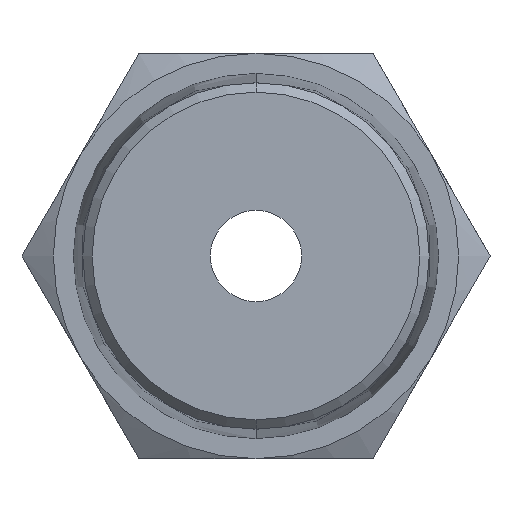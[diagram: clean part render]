
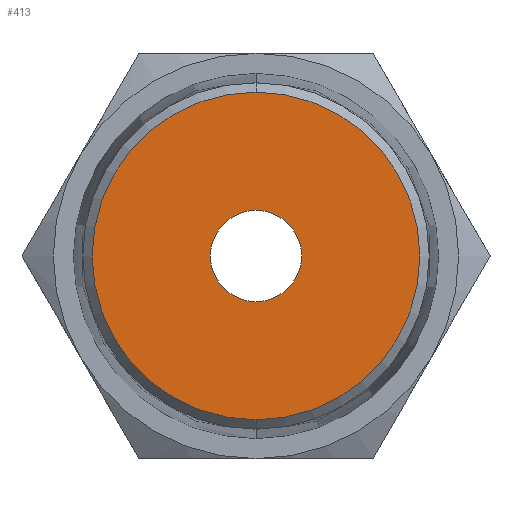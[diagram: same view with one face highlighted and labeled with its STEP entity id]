
A CAD part, front view. The second image highlights one B-rep face of the part: STEP entity #413.
In plain terms, the highlighted planar face has unit normal (0, -1, 0).
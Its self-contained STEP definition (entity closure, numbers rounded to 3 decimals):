
#5 = VERTEX_POINT ( 'NONE', #518 ) ;
#40 = EDGE_CURVE ( 'NONE', #5, #133, #483, .T. ) ;
#99 = VERTEX_POINT ( 'NONE', #1263 ) ;
#121 = EDGE_CURVE ( 'NONE', #161, #99, #1399, .T. ) ;
#133 = VERTEX_POINT ( 'NONE', #1227 ) ;
#161 = VERTEX_POINT ( 'NONE', #1345 ) ;
#385 = DIRECTION ( 'NONE',  ( 0., 0., -1. ) ) ;
#386 = DIRECTION ( 'NONE',  ( 0., -1., 0. ) ) ;
#387 = AXIS2_PLACEMENT_3D ( 'NONE', #401, #386, #385 ) ;
#401 = CARTESIAN_POINT ( 'NONE',  ( 0., -22., 0. ) ) ;
#412 = EDGE_LOOP ( 'NONE', ( #419, #418 ) ) ;
#413 = ADVANCED_FACE ( 'NONE', ( #900, #757 ), #902, .T. ) ;
#414 = ORIENTED_EDGE ( 'NONE', *, *, #121, .T. ) ;
#415 = EDGE_CURVE ( 'NONE', #99, #161, #894, .T. ) ;
#417 = EDGE_CURVE ( 'NONE', #133, #5, #901, .T. ) ;
#418 = ORIENTED_EDGE ( 'NONE', *, *, #40, .T. ) ;
#419 = ORIENTED_EDGE ( 'NONE', *, *, #417, .T. ) ;
#460 = ORIENTED_EDGE ( 'NONE', *, *, #415, .T. ) ;
#464 = EDGE_LOOP ( 'NONE', ( #460, #414 ) ) ;
#483 = CIRCLE ( 'NONE', #387, 4.49 ) ;
#518 = CARTESIAN_POINT ( 'NONE',  ( 0., -22., -4.49 ) ) ;
#757 = FACE_OUTER_BOUND ( 'NONE', #412, .T. ) ;
#776 = DIRECTION ( 'NONE',  ( 0., 0., -1. ) ) ;
#878 = DIRECTION ( 'NONE',  ( 0., 0., -1. ) ) ;
#879 = DIRECTION ( 'NONE',  ( 0., -1., 0. ) ) ;
#880 = AXIS2_PLACEMENT_3D ( 'NONE', #886, #879, #878 ) ;
#884 = DIRECTION ( 'NONE',  ( 0., 0., 1. ) ) ;
#885 = DIRECTION ( 'NONE',  ( 0., 1., 0. ) ) ;
#886 = CARTESIAN_POINT ( 'NONE',  ( 0., -22., 0. ) ) ;
#889 = AXIS2_PLACEMENT_3D ( 'NONE', #891, #885, #884 ) ;
#891 = CARTESIAN_POINT ( 'NONE',  ( 0., -22., 0. ) ) ;
#893 = AXIS2_PLACEMENT_3D ( 'NONE', #896, #895, #776 ) ;
#894 = CIRCLE ( 'NONE', #889, 1.25 ) ;
#895 = DIRECTION ( 'NONE',  ( 0., -1., 0. ) ) ;
#896 = CARTESIAN_POINT ( 'NONE',  ( -4.74, -22., 0. ) ) ;
#900 = FACE_BOUND ( 'NONE', #464, .T. ) ;
#901 = CIRCLE ( 'NONE', #880, 4.49 ) ;
#902 = PLANE ( 'NONE',  #893 ) ;
#1227 = CARTESIAN_POINT ( 'NONE',  ( 0., -22., 4.49 ) ) ;
#1263 = CARTESIAN_POINT ( 'NONE',  ( 0., -22., 1.25 ) ) ;
#1345 = CARTESIAN_POINT ( 'NONE',  ( 0., -22., -1.25 ) ) ;
#1372 = DIRECTION ( 'NONE',  ( 0., 0., 1. ) ) ;
#1373 = DIRECTION ( 'NONE',  ( 0., 1., 0. ) ) ;
#1374 = CARTESIAN_POINT ( 'NONE',  ( 0., -22., 0. ) ) ;
#1375 = AXIS2_PLACEMENT_3D ( 'NONE', #1374, #1373, #1372 ) ;
#1399 = CIRCLE ( 'NONE', #1375, 1.25 ) ;
